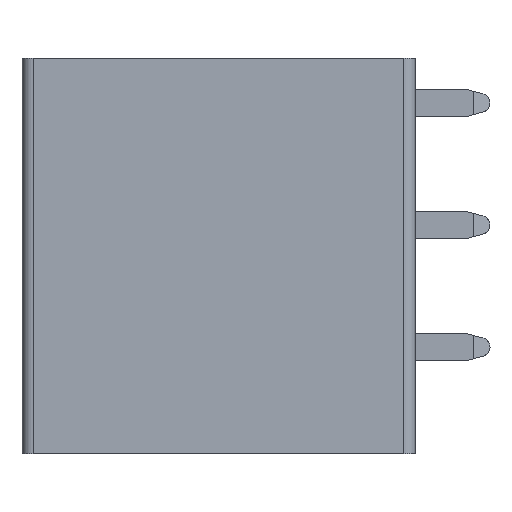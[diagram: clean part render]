
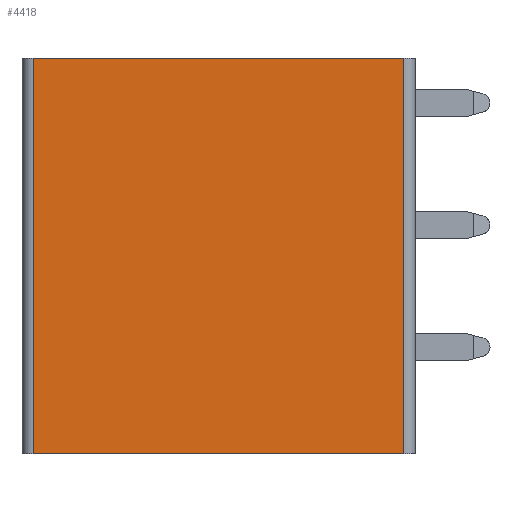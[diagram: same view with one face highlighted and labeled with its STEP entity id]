
A CAD part, front view. The second image highlights one B-rep face of the part: STEP entity #4418.
In plain terms, the highlighted planar face has unit normal (0, -1, 0).
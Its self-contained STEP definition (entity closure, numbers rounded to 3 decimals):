
#27=DIRECTION('',(1.,0.,0.));
#28=VECTOR('',#27,22.75);
#29=CARTESIAN_POINT('',(-11.375,-9.25,-3.75));
#30=LINE('',#29,#28);
#957=DIRECTION('',(0.,0.,-1.));
#958=VECTOR('',#957,24.3);
#959=CARTESIAN_POINT('',(11.375,-9.25,20.55));
#960=LINE('',#959,#958);
#961=DIRECTION('',(0.,0.,-1.));
#962=VECTOR('',#961,24.3);
#963=CARTESIAN_POINT('',(-11.375,-9.25,20.55));
#964=LINE('',#963,#962);
#1068=DIRECTION('',(1.,0.,0.));
#1069=VECTOR('',#1068,22.75);
#1070=CARTESIAN_POINT('',(-11.375,-9.25,20.55));
#1071=LINE('',#1070,#1069);
#2662=CARTESIAN_POINT('',(11.375,-9.25,-3.75));
#2664=VERTEX_POINT('',#2662);
#2665=CARTESIAN_POINT('',(11.375,-9.25,20.55));
#2666=VERTEX_POINT('',#2665);
#2669=CARTESIAN_POINT('',(-11.375,-9.25,-3.75));
#2671=VERTEX_POINT('',#2669);
#2675=CARTESIAN_POINT('',(-11.375,-9.25,20.55));
#2676=VERTEX_POINT('',#2675);
#4405=CARTESIAN_POINT('',(-12.075,-9.25,-3.75));
#4406=DIRECTION('',(0.,-1.,0.));
#4407=DIRECTION('',(1.,0.,0.));
#4408=AXIS2_PLACEMENT_3D('',#4405,#4406,#4407);
#4409=PLANE('',#4408);
#4410=ORIENTED_EDGE('',*,*,#4397,.T.);
#4411=ORIENTED_EDGE('',*,*,#3212,.F.);
#4413=ORIENTED_EDGE('',*,*,#4412,.F.);
#4415=ORIENTED_EDGE('',*,*,#4414,.T.);
#4416=EDGE_LOOP('',(#4410,#4411,#4413,#4415));
#4417=FACE_OUTER_BOUND('',#4416,.F.);
#3212=EDGE_CURVE('',#2671,#2664,#30,.T.);
#4397=EDGE_CURVE('',#2666,#2664,#960,.T.);
#4412=EDGE_CURVE('',#2676,#2671,#964,.T.);
#4414=EDGE_CURVE('',#2676,#2666,#1071,.T.);
#4418=ADVANCED_FACE('',(#4417),#4409,.T.);
